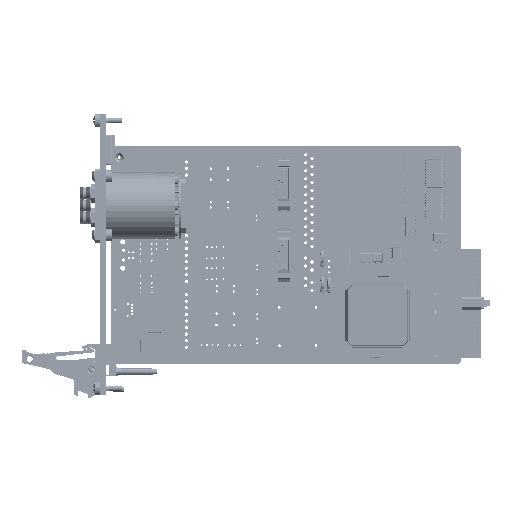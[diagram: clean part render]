
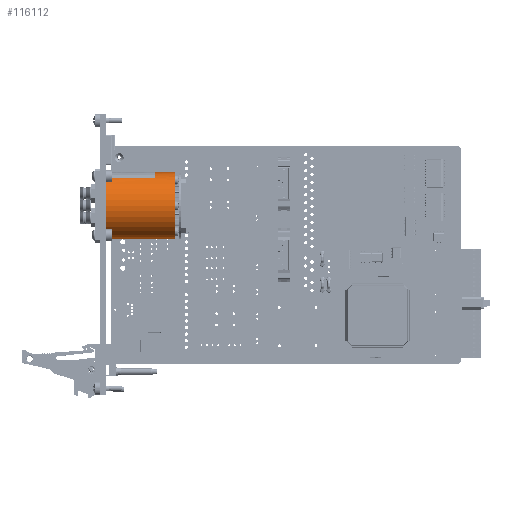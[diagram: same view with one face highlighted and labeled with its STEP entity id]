
A CAD part, top view. The second image highlights one B-rep face of the part: STEP entity #116112.
In plain terms, the highlighted cylindrical face has radius 15.25 mm (diameter 30.5 mm), a full revolution.
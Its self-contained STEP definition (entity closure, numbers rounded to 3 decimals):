
#8393 = EDGE_CURVE ( 'NONE', #64678, #64238, #127237, .T. ) ;
#8787 = EDGE_CURVE ( 'NONE', #64678, #67209, #128448, .T. ) ;
#8813 = EDGE_CURVE ( 'NONE', #56803, #56803, #128575, .T. ) ;
#8815 = EDGE_CURVE ( 'NONE', #56805, #56805, #128597, .T. ) ;
#8817 = EDGE_CURVE ( 'NONE', #67209, #76348, #128638, .T. ) ;
#8819 = EDGE_CURVE ( 'NONE', #64238, #76348, #128654, .T. ) ;
#28031 = CARTESIAN_POINT ( 'NONE',  ( -111.276, 33.653, 1.1 ) ) ;
#28101 = CARTESIAN_POINT ( 'NONE',  ( -90.276, 33.653, 1.1 ) ) ;
#28390 = CARTESIAN_POINT ( 'NONE',  ( -90.276, 57.047, 20.508 ) ) ;
#36971 = CARTESIAN_POINT ( 'NONE',  ( -90.276, 44.547, 11.772 ) ) ;
#36973 = DIRECTION ( 'NONE',  ( 1., 0., 0. ) ) ;
#36974 = DIRECTION ( 'NONE',  ( 0., -1., 0. ) ) ;
#37200 = CARTESIAN_POINT ( 'NONE',  ( -90.276, 57.047, 20.508 ) ) ;
#37202 = CARTESIAN_POINT ( 'NONE',  ( -81.115, 44.547, 11.772 ) ) ;
#37204 = DIRECTION ( 'NONE',  ( -1., 0., 0. ) ) ;
#37205 = DIRECTION ( 'NONE',  ( 0., 1., 0. ) ) ;
#37214 = CARTESIAN_POINT ( 'NONE',  ( -115.215, 44.547, 11.772 ) ) ;
#37215 = DIRECTION ( 'NONE',  ( 1., 0., 0. ) ) ;
#37217 = DIRECTION ( 'NONE',  ( 0., 1., 0. ) ) ;
#37223 = DIRECTION ( 'NONE',  ( -1., 0., 0. ) ) ;
#37235 = CARTESIAN_POINT ( 'NONE',  ( -111.276, 44.547, 11.772 ) ) ;
#37237 = DIRECTION ( 'NONE',  ( 1., 0., 0. ) ) ;
#37239 = DIRECTION ( 'NONE',  ( 0., -1., 0. ) ) ;
#50440 = CARTESIAN_POINT ( 'NONE',  ( -80.915, 44.547, 11.772 ) ) ;
#50443 = DIRECTION ( 'NONE',  ( -1., 0., 0. ) ) ;
#50460 = DIRECTION ( 'NONE',  ( 0., -1., 0. ) ) ;
#54078 = CARTESIAN_POINT ( 'NONE',  ( -81.115, 59.797, 11.772 ) ) ;
#54082 = CARTESIAN_POINT ( 'NONE',  ( -115.215, 59.797, 11.772 ) ) ;
#56803 = VERTEX_POINT ( 'NONE', #54078 ) ;
#56805 = VERTEX_POINT ( 'NONE', #54082 ) ;
#64238 = VERTEX_POINT ( 'NONE', #28031 ) ;
#64678 = VERTEX_POINT ( 'NONE', #28101 ) ;
#67209 = VERTEX_POINT ( 'NONE', #28390 ) ;
#76348 = VERTEX_POINT ( 'NONE', #203150 ) ;
#116112 = ADVANCED_FACE ( 'NONE', ( #238715, #238723, #238717 ), #238746, .T. ) ;
#127237 = LINE ( 'NONE', #214000, #127248 ) ;
#127248 = VECTOR ( 'NONE', #214007, 1000. ) ;
#128448 = CIRCLE ( 'NONE', #247579, 15.25 ) ;
#128575 = CIRCLE ( 'NONE', #246429, 15.25 ) ;
#128597 = CIRCLE ( 'NONE', #246275, 15.25 ) ;
#128638 = LINE ( 'NONE', #37200, #128643 ) ;
#128643 = VECTOR ( 'NONE', #37223, 1000. ) ;
#128654 = CIRCLE ( 'NONE', #246983, 15.25 ) ;
#175971 = ORIENTED_EDGE ( 'NONE', *, *, #8815, .T. ) ;
#175991 = ORIENTED_EDGE ( 'NONE', *, *, #8813, .T. ) ;
#175997 = ORIENTED_EDGE ( 'NONE', *, *, #8787, .T. ) ;
#176024 = ORIENTED_EDGE ( 'NONE', *, *, #8817, .T. ) ;
#176026 = ORIENTED_EDGE ( 'NONE', *, *, #8819, .F. ) ;
#176036 = ORIENTED_EDGE ( 'NONE', *, *, #8393, .F. ) ;
#183036 = AXIS2_PLACEMENT_3D ( 'NONE', #50440, #50443, #50460 ) ;
#200701 = EDGE_LOOP ( 'NONE', ( #175997, #176024, #176026, #176036 ) ) ;
#200723 = EDGE_LOOP ( 'NONE', ( #175971 ) ) ;
#200734 = EDGE_LOOP ( 'NONE', ( #175991 ) ) ;
#203150 = CARTESIAN_POINT ( 'NONE',  ( -111.276, 57.047, 20.508 ) ) ;
#214000 = CARTESIAN_POINT ( 'NONE',  ( -90.276, 33.653, 1.1 ) ) ;
#214007 = DIRECTION ( 'NONE',  ( -1., 0., 0. ) ) ;
#238715 = FACE_OUTER_BOUND ( 'NONE', #200723, .T. ) ;
#238717 = FACE_BOUND ( 'NONE', #200701, .T. ) ;
#238723 = FACE_OUTER_BOUND ( 'NONE', #200734, .T. ) ;
#238746 = CYLINDRICAL_SURFACE ( 'NONE', #183036, 15.25 ) ;
#246275 = AXIS2_PLACEMENT_3D ( 'NONE', #37214, #37215, #37217 ) ;
#246429 = AXIS2_PLACEMENT_3D ( 'NONE', #37202, #37204, #37205 ) ;
#246983 = AXIS2_PLACEMENT_3D ( 'NONE', #37235, #37237, #37239 ) ;
#247579 = AXIS2_PLACEMENT_3D ( 'NONE', #36971, #36973, #36974 ) ;
